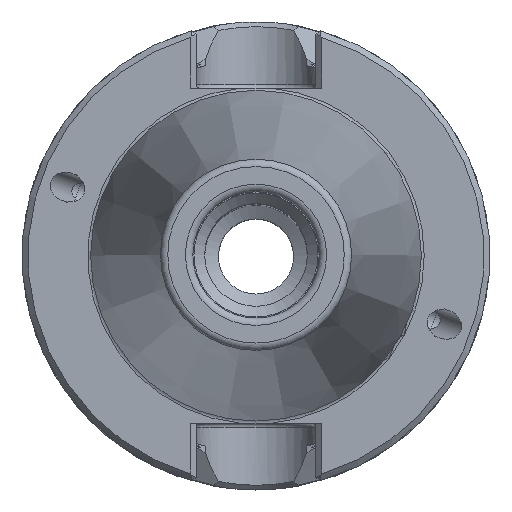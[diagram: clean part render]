
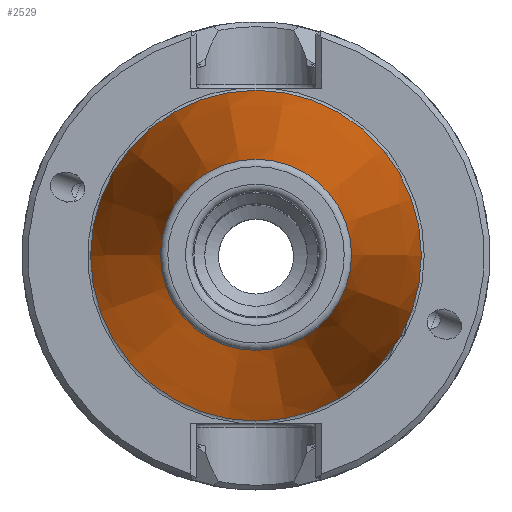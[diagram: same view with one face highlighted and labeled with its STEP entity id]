
A CAD part, top view. The second image highlights one B-rep face of the part: STEP entity #2529.
In plain terms, the highlighted conical face has half-angle 8.297 degrees and reference radius 12.871 mm.
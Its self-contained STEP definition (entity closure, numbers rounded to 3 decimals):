
#241=CONICAL_SURFACE('',#2700,12.871,0.145);
#297=CIRCLE('',#2695,12.871);
#300=CIRCLE('',#2701,22.268);
#430=ORIENTED_EDGE('',*,*,#837,.T.);
#431=ORIENTED_EDGE('',*,*,#833,.F.);
#833=EDGE_CURVE('',#1057,#1057,#297,.T.);
#837=EDGE_CURVE('',#1062,#1062,#300,.T.);
#1057=VERTEX_POINT('',#3505);
#1062=VERTEX_POINT('',#3531);
#1325=EDGE_LOOP('',(#430));
#1326=EDGE_LOOP('',(#431));
#1514=FACE_BOUND('',#1325,.T.);
#1515=FACE_BOUND('',#1326,.T.);
#2529=ADVANCED_FACE('',(#1514,#1515),#241,.T.);
#2695=AXIS2_PLACEMENT_3D('',#3504,#3006,#3007);
#2700=AXIS2_PLACEMENT_3D('',#3529,#3016,#3017);
#2701=AXIS2_PLACEMENT_3D('',#3530,#3018,#3019);
#3006=DIRECTION('',(0.,0.,1.));
#3007=DIRECTION('',(1.,0.,0.));
#3016=DIRECTION('',(0.,0.,-1.));
#3017=DIRECTION('',(-1.,0.,0.));
#3018=DIRECTION('',(0.,0.,1.));
#3019=DIRECTION('',(1.,0.,0.));
#3504=CARTESIAN_POINT('',(0.,0.,64.544));
#3505=CARTESIAN_POINT('',(12.871,0.,64.544));
#3529=CARTESIAN_POINT('',(0.,0.,64.544));
#3530=CARTESIAN_POINT('',(0.,0.,0.106));
#3531=CARTESIAN_POINT('',(22.268,0.,0.106));
